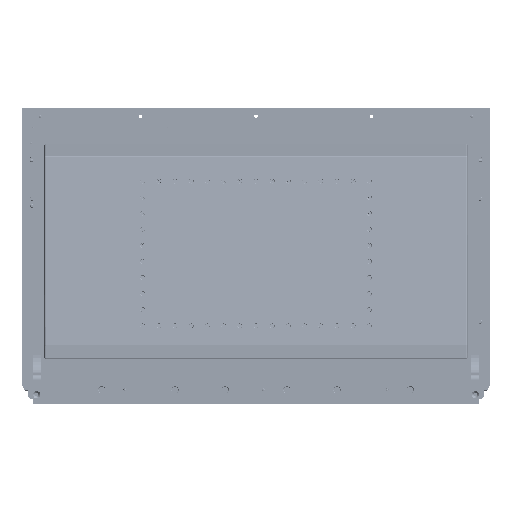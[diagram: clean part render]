
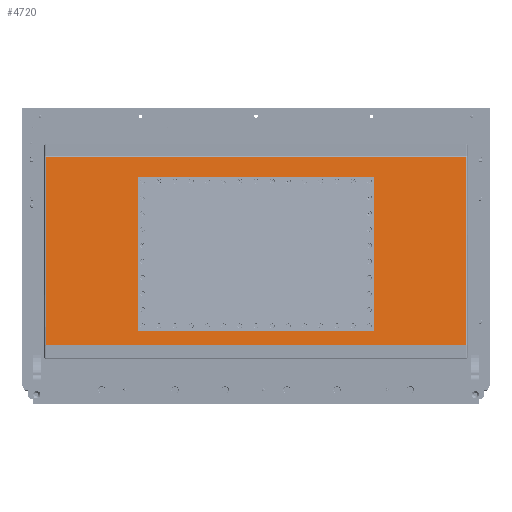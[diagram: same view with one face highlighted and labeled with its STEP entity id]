
A CAD part, front view. The second image highlights one B-rep face of the part: STEP entity #4720.
In plain terms, the highlighted planar face has unit normal (0, -0.993, 0.122).
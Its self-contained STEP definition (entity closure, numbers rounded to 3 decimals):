
#767 = CARTESIAN_POINT ( 'NONE',  ( 272.5, 32., 139.5 ) ) ;
#1012 = ORIENTED_EDGE ( 'NONE', *, *, #120811, .T. ) ;
#2068 = EDGE_CURVE ( 'NONE', #148683, #159098, #139207, .T. ) ;
#4096 = DIRECTION ( 'NONE',  ( 0., 0.122, 0.993 ) ) ;
#4573 = AXIS2_PLACEMENT_3D ( 'NONE', #121651, #44952, #109050 ) ;
#4720 = ADVANCED_FACE ( 'NONE', ( #28217, #94934 ), #21367, .F. ) ;
#6804 = ORIENTED_EDGE ( 'NONE', *, *, #86593, .F. ) ;
#9246 = LINE ( 'NONE', #117435, #26788 ) ;
#9851 = ORIENTED_EDGE ( 'NONE', *, *, #153454, .F. ) ;
#10378 = LINE ( 'NONE', #77595, #67230 ) ;
#10707 = VERTEX_POINT ( 'NONE', #51689 ) ;
#13506 = LINE ( 'NONE', #767, #91935 ) ;
#19544 = VECTOR ( 'NONE', #4096, 1000. ) ;
#19627 = CARTESIAN_POINT ( 'NONE',  ( 272.5, 0., -121.119 ) ) ;
#21367 = PLANE ( 'NONE',  #4573 ) ;
#24617 = LINE ( 'NONE', #79810, #105029 ) ;
#26788 = VECTOR ( 'NONE', #116360, 1000. ) ;
#28217 = FACE_BOUND ( 'NONE', #65451, .T. ) ;
#31921 = ORIENTED_EDGE ( 'NONE', *, *, #56375, .F. ) ;
#32432 = EDGE_CURVE ( 'NONE', #62163, #44172, #9246, .T. ) ;
#36185 = CARTESIAN_POINT ( 'NONE',  ( -272.5, 0., -121.119 ) ) ;
#40118 = CARTESIAN_POINT ( 'NONE',  ( 153.25, 26.838, 97.456 ) ) ;
#44172 = VERTEX_POINT ( 'NONE', #97567 ) ;
#44863 = EDGE_LOOP ( 'NONE', ( #137738, #1012, #119614, #125093 ) ) ;
#44952 = DIRECTION ( 'NONE',  ( 0., 0.993, -0.122 ) ) ;
#51689 = CARTESIAN_POINT ( 'NONE',  ( 153.25, 2.281, -102.542 ) ) ;
#51844 = DIRECTION ( 'NONE',  ( -1., 0., 0. ) ) ;
#54943 = CARTESIAN_POINT ( 'NONE',  ( -272.5, 30.001, 123.221 ) ) ;
#56375 = EDGE_CURVE ( 'NONE', #107143, #62163, #104402, .T. ) ;
#62163 = VERTEX_POINT ( 'NONE', #122197 ) ;
#63033 = CARTESIAN_POINT ( 'NONE',  ( 272.5, 30.001, 123.221 ) ) ;
#65451 = EDGE_LOOP ( 'NONE', ( #31921, #6804, #9851, #161244 ) ) ;
#65688 = EDGE_CURVE ( 'NONE', #103727, #159098, #24617, .T. ) ;
#67230 = VECTOR ( 'NONE', #51844, 1000. ) ;
#77595 = CARTESIAN_POINT ( 'NONE',  ( 274.5, 30.001, 123.221 ) ) ;
#78726 = DIRECTION ( 'NONE',  ( 0., -0.122, -0.993 ) ) ;
#78963 = VECTOR ( 'NONE', #99553, 1000. ) ;
#79810 = CARTESIAN_POINT ( 'NONE',  ( -272.5, 32., 139.5 ) ) ;
#84707 = VECTOR ( 'NONE', #102069, 1000. ) ;
#86593 = EDGE_CURVE ( 'NONE', #10707, #107143, #125342, .T. ) ;
#86831 = LINE ( 'NONE', #113267, #78963 ) ;
#91935 = VECTOR ( 'NONE', #139912, 1000. ) ;
#93794 = CARTESIAN_POINT ( 'NONE',  ( 153.25, 26.838, 97.456 ) ) ;
#94018 = DIRECTION ( 'NONE',  ( -1., 0., 0. ) ) ;
#94934 = FACE_OUTER_BOUND ( 'NONE', #44863, .T. ) ;
#97567 = CARTESIAN_POINT ( 'NONE',  ( -153.25, 2.281, -102.542 ) ) ;
#99553 = DIRECTION ( 'NONE',  ( 1., 0., 0. ) ) ;
#102069 = DIRECTION ( 'NONE',  ( -1., 0., 0. ) ) ;
#103727 = VERTEX_POINT ( 'NONE', #54943 ) ;
#104402 = LINE ( 'NONE', #40118, #84707 ) ;
#105029 = VECTOR ( 'NONE', #78726, 1000. ) ;
#105898 = VECTOR ( 'NONE', #94018, 1000. ) ;
#107143 = VERTEX_POINT ( 'NONE', #93794 ) ;
#109050 = DIRECTION ( 'NONE',  ( 0., 0.122, 0.993 ) ) ;
#109238 = EDGE_CURVE ( 'NONE', #113109, #103727, #10378, .T. ) ;
#113109 = VERTEX_POINT ( 'NONE', #63033 ) ;
#113267 = CARTESIAN_POINT ( 'NONE',  ( 153.25, 2.281, -102.542 ) ) ;
#116360 = DIRECTION ( 'NONE',  ( 0., -0.122, -0.993 ) ) ;
#117435 = CARTESIAN_POINT ( 'NONE',  ( -153.25, 2.281, -102.542 ) ) ;
#119614 = ORIENTED_EDGE ( 'NONE', *, *, #109238, .T. ) ;
#120811 = EDGE_CURVE ( 'NONE', #148683, #113109, #13506, .T. ) ;
#121651 = CARTESIAN_POINT ( 'NONE',  ( 274.5, 32., 139.5 ) ) ;
#122197 = CARTESIAN_POINT ( 'NONE',  ( -153.25, 26.838, 97.456 ) ) ;
#125093 = ORIENTED_EDGE ( 'NONE', *, *, #65688, .T. ) ;
#125342 = LINE ( 'NONE', #128461, #19544 ) ;
#128461 = CARTESIAN_POINT ( 'NONE',  ( 153.25, 2.281, -102.542 ) ) ;
#137738 = ORIENTED_EDGE ( 'NONE', *, *, #2068, .F. ) ;
#139207 = LINE ( 'NONE', #156006, #105898 ) ;
#139912 = DIRECTION ( 'NONE',  ( 0., 0.122, 0.993 ) ) ;
#148683 = VERTEX_POINT ( 'NONE', #19627 ) ;
#153454 = EDGE_CURVE ( 'NONE', #44172, #10707, #86831, .T. ) ;
#156006 = CARTESIAN_POINT ( 'NONE',  ( 274.5, 0., -121.119 ) ) ;
#159098 = VERTEX_POINT ( 'NONE', #36185 ) ;
#161244 = ORIENTED_EDGE ( 'NONE', *, *, #32432, .F. ) ;
